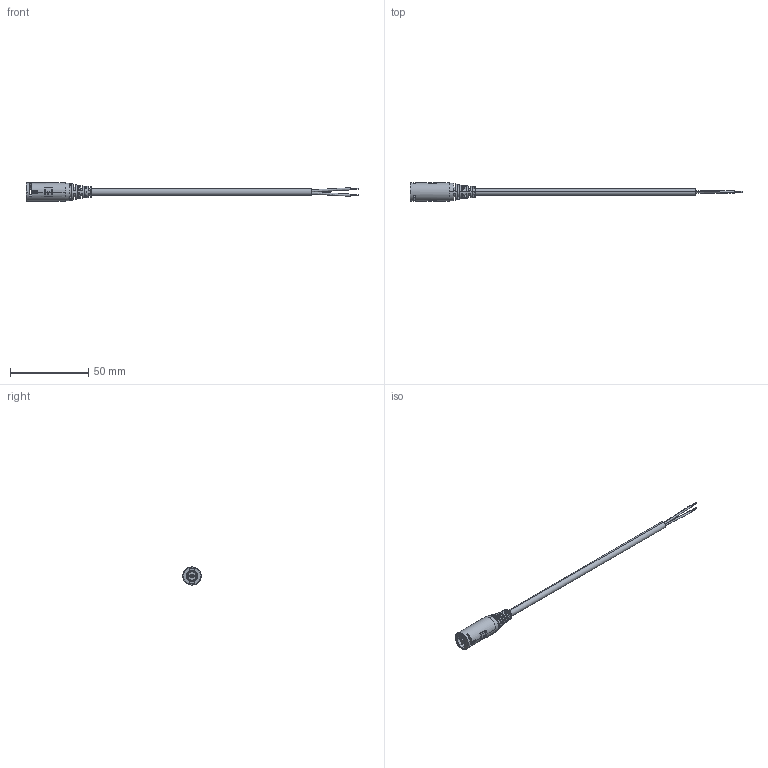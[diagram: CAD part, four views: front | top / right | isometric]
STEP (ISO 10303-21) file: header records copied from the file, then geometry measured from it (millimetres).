
FILE_DESCRIPTION (( 'STEP AP203' ), '1' );
FILE_NAME ('10-02932_revA.STEP', '2018-09-21T00:00:36', ( '' ), ( '' ), 'SwSTEP 2.0', 'SolidWorks 2015', '' );
FILE_SCHEMA (( 'CONFIG_CONTROL_DESIGN' ));
Length unit declared in the file: millimetre
Products named in the file (7): 24-00162; 10-02932_revA; 30-00689_s + t; 50-00152; 50-00152 pin; 50-00152 insulator; 50-00152 shell
Assembly tree (6 placements, depth 3):
  10-02932_revA
    30-00689_s + t
    24-00162
    50-00152
      50-00152 insulator
      50-00152 pin
      50-00152 shell
Bounding box: 212.76 x 12 x 11.7 mm (x, y, z)
Volume: 5488.5 mm3; surface area: 13332.4 mm2
Topology: 78 solids, 78 shells, 819 faces, 1842 edges, 1196 vertices
Faces by surface type: cylinder 326, plane 272, bspline 137, torus 57, cone 27
Entity records: 29116 total; most frequent: CARTESIAN_POINT 10563, ORIENTED_EDGE 3664, DIRECTION 3649, EDGE_CURVE 1832, AXIS2_PLACEMENT_3D 1569, VERTEX_POINT 1196, EDGE_LOOP 926, CIRCLE 877
